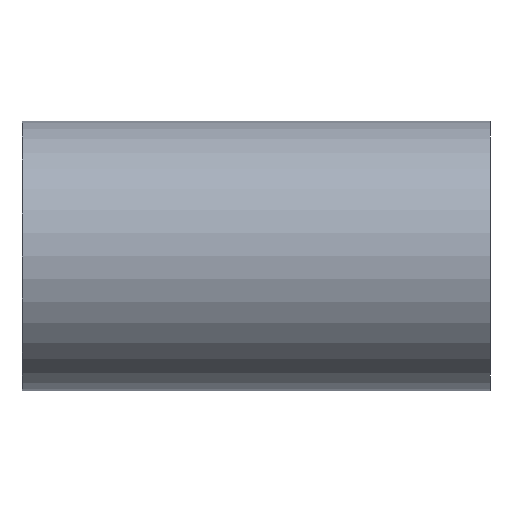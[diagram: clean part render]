
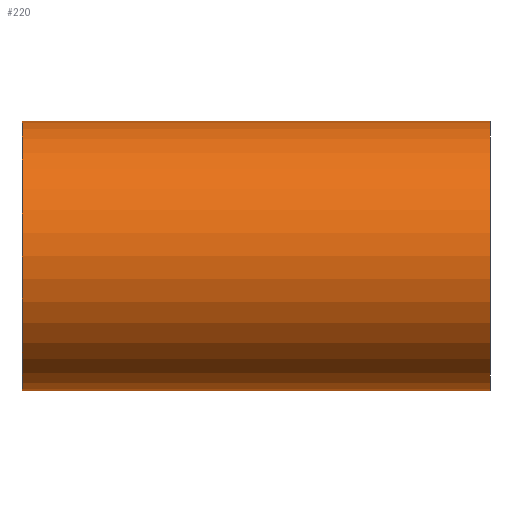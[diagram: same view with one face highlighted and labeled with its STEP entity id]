
A CAD part, front view. The second image highlights one B-rep face of the part: STEP entity #220.
In plain terms, the highlighted cylindrical face has radius 26.5 mm (diameter 53 mm), a partial arc.
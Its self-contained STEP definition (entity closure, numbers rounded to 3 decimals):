
#142 = EDGE_CURVE( '', #194, #266, #350, .T. );
#146 = VERTEX_POINT( '', #354 );
#194 = VERTEX_POINT( '', #418 );
#220 = ADVANCED_FACE( '', ( #449 ), #450, .T. );
#252 = EDGE_CURVE( '', #292, #146, #483, .T. );
#254 = EDGE_CURVE( '', #194, #146, #485, .T. );
#266 = VERTEX_POINT( '', #498 );
#288 = EDGE_CURVE( '', #266, #292, #521, .T. );
#292 = VERTEX_POINT( '', #526 );
#350 = LINE( '', #605, #606 );
#354 = CARTESIAN_POINT( '', ( -70., 0., -26.5 ) );
#418 = CARTESIAN_POINT( '', ( -70., 0., 26.5 ) );
#449 = FACE_OUTER_BOUND( '', #788, .T. );
#450 = CYLINDRICAL_SURFACE( '', #789, 26.5 );
#483 = LINE( '', #885, #886 );
#485 = CIRCLE( '', #889, 26.5 );
#498 = CARTESIAN_POINT( '', ( 22., 0., 26.5 ) );
#521 = CIRCLE( '', #964, 26.5 );
#526 = CARTESIAN_POINT( '', ( 22., 0., -26.5 ) );
#605 = CARTESIAN_POINT( '', ( 22., 0., 26.5 ) );
#606 = VECTOR( '', #1032, 1. );
#788 = EDGE_LOOP( '', ( #1177, #1178, #1179, #1180 ) );
#789 = AXIS2_PLACEMENT_3D( '', #1181, #1182, #1183 );
#885 = CARTESIAN_POINT( '', ( 22., 0., -26.5 ) );
#886 = VECTOR( '', #1211, 1. );
#889 = AXIS2_PLACEMENT_3D( '', #1212, #1213, #1214 );
#964 = AXIS2_PLACEMENT_3D( '', #1246, #1247, #1248 );
#1032 = DIRECTION( '', ( 1., 0., 0. ) );
#1177 = ORIENTED_EDGE( '', *, *, #252, .F. );
#1178 = ORIENTED_EDGE( '', *, *, #288, .F. );
#1179 = ORIENTED_EDGE( '', *, *, #142, .F. );
#1180 = ORIENTED_EDGE( '', *, *, #254, .T. );
#1181 = CARTESIAN_POINT( '', ( 22., 0., 0. ) );
#1182 = DIRECTION( '', ( 1., 0., 0. ) );
#1183 = DIRECTION( '', ( 0., 0., -1. ) );
#1211 = DIRECTION( '', ( -1., 0., 0. ) );
#1212 = CARTESIAN_POINT( '', ( -70., 0., 0. ) );
#1213 = DIRECTION( '', ( 1., 0., 0. ) );
#1214 = DIRECTION( '', ( 0., 0., -1. ) );
#1246 = CARTESIAN_POINT( '', ( 22., 0., 0. ) );
#1247 = DIRECTION( '', ( 1., 0., 0. ) );
#1248 = DIRECTION( '', ( 0., 0., -1. ) );
